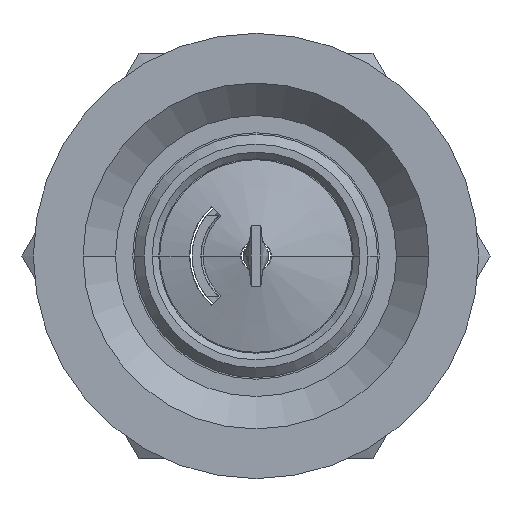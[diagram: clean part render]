
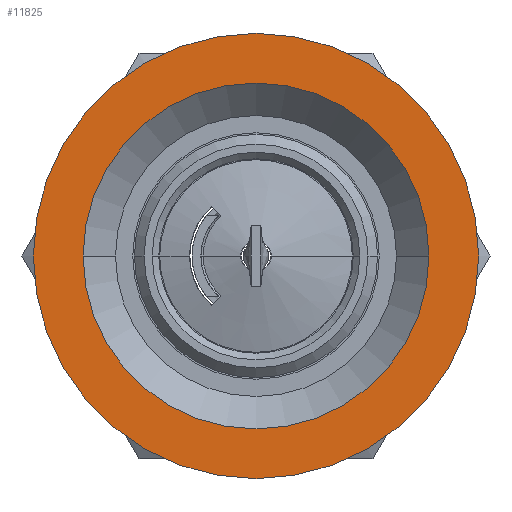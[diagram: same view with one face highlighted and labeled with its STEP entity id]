
A CAD part, left-side view. The second image highlights one B-rep face of the part: STEP entity #11825.
In plain terms, the highlighted planar face has unit normal (-1, 0, 0).
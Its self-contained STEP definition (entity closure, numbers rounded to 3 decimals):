
#2112=CARTESIAN_POINT('',(0.,0.,0.));
#2113=DIRECTION('',(1.,0.,0.));
#2114=DIRECTION('',(0.,1.,0.));
#2115=AXIS2_PLACEMENT_3D('',#2112,#2113,#2114);
#2117=CARTESIAN_POINT('',(0.,0.,0.));
#2118=DIRECTION('',(-1.,0.,0.));
#2119=DIRECTION('',(0.,1.,0.));
#2120=AXIS2_PLACEMENT_3D('',#2117,#2118,#2119);
#2122=CARTESIAN_POINT('',(0.,0.,0.));
#2123=DIRECTION('',(-1.,0.,0.));
#2124=DIRECTION('',(0.,1.,0.));
#2125=AXIS2_PLACEMENT_3D('',#2122,#2123,#2124);
#2131=CARTESIAN_POINT('',(0.,0.,0.));
#2132=DIRECTION('',(1.,0.,0.));
#2133=DIRECTION('',(0.,1.,0.));
#2134=AXIS2_PLACEMENT_3D('',#2131,#2132,#2133);
#2252=CARTESIAN_POINT('',(0.,8.72,0.));
#2253=CARTESIAN_POINT('',(0.,-8.72,0.));
#2254=VERTEX_POINT('',#2252);
#2255=VERTEX_POINT('',#2253);
#2346=CARTESIAN_POINT('',(0.,6.773,0.));
#2348=VERTEX_POINT('',#2346);
#2352=CARTESIAN_POINT('',(0.,-6.773,0.));
#2354=VERTEX_POINT('',#2352);
#11810=CARTESIAN_POINT('',(0.,0.,0.));
#11811=DIRECTION('',(-1.,0.,0.));
#11812=DIRECTION('',(0.,1.,0.));
#11813=AXIS2_PLACEMENT_3D('',#11810,#11811,#11812);
#11814=PLANE('',#11813);
#11815=ORIENTED_EDGE('',*,*,#11804,.T.);
#11816=ORIENTED_EDGE('',*,*,#11790,.F.);
#11817=EDGE_LOOP('',(#11815,#11816));
#11818=FACE_OUTER_BOUND('',#11817,.F.);
#11820=ORIENTED_EDGE('',*,*,#11819,.T.);
#11822=ORIENTED_EDGE('',*,*,#11821,.F.);
#11823=EDGE_LOOP('',(#11820,#11822));
#11824=FACE_BOUND('',#11823,.F.);
#2116=CIRCLE('',#2115,8.72);
#2121=CIRCLE('',#2120,8.72);
#2126=CIRCLE('',#2125,6.773);
#2135=CIRCLE('',#2134,6.773);
#11790=EDGE_CURVE('',#2254,#2255,#2121,.T.);
#11804=EDGE_CURVE('',#2254,#2255,#2116,.T.);
#11819=EDGE_CURVE('',#2348,#2354,#2126,.T.);
#11821=EDGE_CURVE('',#2348,#2354,#2135,.T.);
#11825=ADVANCED_FACE('',(#11818,#11824),#11814,.T.);
